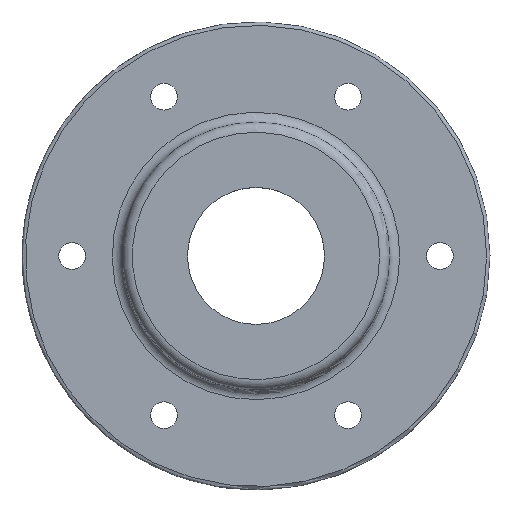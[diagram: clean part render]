
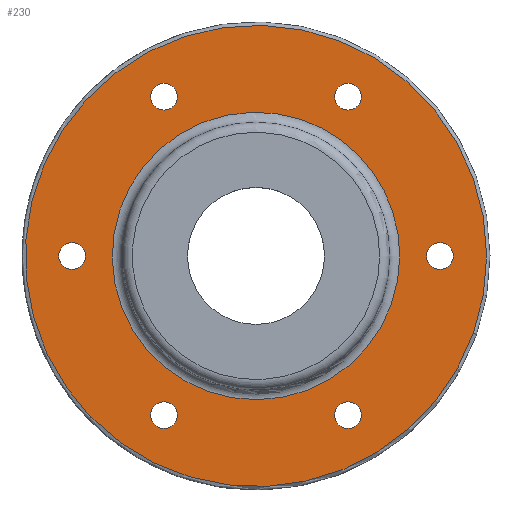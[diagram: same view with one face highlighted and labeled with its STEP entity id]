
A CAD part, top view. The second image highlights one B-rep face of the part: STEP entity #230.
In plain terms, the highlighted planar face has unit normal (0, 0, 1).
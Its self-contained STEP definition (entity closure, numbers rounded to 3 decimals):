
#45=CARTESIAN_POINT('',(13.288,40.895,8.));
#46=VERTEX_POINT('',#45);
#54=CARTESIAN_POINT('',(43.,0.,8.));
#55=VERTEX_POINT('',#54);
#56=CARTESIAN_POINT('',(0.,0.,8.));
#57=DIRECTION('',(1.,0.,0.));
#58=DIRECTION('',(0.,0.,1.));
#59=AXIS2_PLACEMENT_3D('',#56,#58,#57);
#60=CIRCLE('',#59,43.);
#61=EDGE_CURVE('',#55,#46,#60,.T.);
#63=CARTESIAN_POINT('',(0.,0.,8.));
#64=DIRECTION('',(0.309,0.951,0.));
#65=DIRECTION('',(0.,-0.,1.));
#66=AXIS2_PLACEMENT_3D('',#63,#65,#64);
#67=CIRCLE('',#66,43.);
#68=EDGE_CURVE('',#46,#55,#67,.T.);
#81=CARTESIAN_POINT('',(0.,0.,8.));
#82=DIRECTION('',(1.,0.,0.));
#83=DIRECTION('',(0.,0.,1.));
#84=AXIS2_PLACEMENT_3D('',#81,#83,#82);
#85=PLANE('',#84);
#86=CARTESIAN_POINT('',(69.,0.,8.));
#87=VERTEX_POINT('',#86);
#88=CARTESIAN_POINT('',(-21.322,65.623,8.));
#89=VERTEX_POINT('',#88);
#90=CARTESIAN_POINT('',(0.,0.,8.));
#91=DIRECTION('',(1.,0.,0.));
#92=DIRECTION('',(0.,0.,1.));
#93=AXIS2_PLACEMENT_3D('',#90,#92,#91);
#94=CIRCLE('',#93,69.);
#95=EDGE_CURVE('',#87,#89,#94,.T.);
#96=ORIENTED_EDGE('E19',*,*,#95,.T.);
#97=CARTESIAN_POINT('',(0.,0.,8.));
#98=DIRECTION('',(-0.309,0.951,0.));
#99=DIRECTION('',(0.,0.,1.));
#100=AXIS2_PLACEMENT_3D('',#97,#99,#98);
#101=CIRCLE('',#100,69.);
#102=EDGE_CURVE('',#89,#87,#101,.T.);
#103=ORIENTED_EDGE('E20',*,*,#102,.T.);
#104=EDGE_LOOP('',(#96,#103));
#105=FACE_OUTER_BOUND('',#104,.T.);
#106=ORIENTED_EDGE('',*,*,#68,.F.);
#107=ORIENTED_EDGE('',*,*,#61,.F.);
#108=EDGE_LOOP('',(#106,#107));
#109=FACE_BOUND('',#108,.T.);
#110=CARTESIAN_POINT('',(-25.5,44.167,8.));
#111=VERTEX_POINT('',#110);
#112=CARTESIAN_POINT('',(-29.5,51.095,8.));
#113=VERTEX_POINT('',#112);
#114=CARTESIAN_POINT('',(-27.5,47.631,8.));
#115=DIRECTION('',(0.5,-0.866,0.));
#116=DIRECTION('',(0.,0.,-1.));
#117=AXIS2_PLACEMENT_3D('',#114,#116,#115);
#118=CIRCLE('',#117,4.);
#119=EDGE_CURVE('',#111,#113,#118,.T.);
#120=ORIENTED_EDGE('E17',*,*,#119,.T.);
#121=CARTESIAN_POINT('',(-27.5,47.631,8.));
#122=DIRECTION('',(-0.5,0.866,0.));
#123=DIRECTION('',(0.,0.,-1.));
#124=AXIS2_PLACEMENT_3D('',#121,#123,#122);
#125=CIRCLE('',#124,4.);
#126=EDGE_CURVE('',#113,#111,#125,.T.);
#127=ORIENTED_EDGE('E18',*,*,#126,.T.);
#128=EDGE_LOOP('',(#120,#127));
#129=FACE_BOUND('',#128,.T.);
#130=CARTESIAN_POINT('',(25.5,44.167,8.));
#131=VERTEX_POINT('',#130);
#132=CARTESIAN_POINT('',(29.5,51.095,8.));
#133=VERTEX_POINT('',#132);
#134=CARTESIAN_POINT('',(27.5,47.631,8.));
#135=DIRECTION('',(-0.5,-0.866,0.));
#136=DIRECTION('',(0.,0.,-1.));
#137=AXIS2_PLACEMENT_3D('',#134,#136,#135);
#138=CIRCLE('',#137,4.);
#139=EDGE_CURVE('',#131,#133,#138,.T.);
#140=ORIENTED_EDGE('E15',*,*,#139,.T.);
#141=CARTESIAN_POINT('',(27.5,47.631,8.));
#142=DIRECTION('',(0.5,0.866,0.));
#143=DIRECTION('',(0.,0.,-1.));
#144=AXIS2_PLACEMENT_3D('',#141,#143,#142);
#145=CIRCLE('',#144,4.);
#146=EDGE_CURVE('',#133,#131,#145,.T.);
#147=ORIENTED_EDGE('E16',*,*,#146,.T.);
#148=EDGE_LOOP('',(#140,#147));
#149=FACE_BOUND('',#148,.T.);
#150=CARTESIAN_POINT('',(51.,0.,8.));
#151=VERTEX_POINT('',#150);
#152=CARTESIAN_POINT('',(59.,0.,8.));
#153=VERTEX_POINT('',#152);
#154=CARTESIAN_POINT('',(55.,0.,8.));
#155=DIRECTION('',(-1.,0.,0.));
#156=DIRECTION('',(0.,0.,-1.));
#157=AXIS2_PLACEMENT_3D('',#154,#156,#155);
#158=CIRCLE('',#157,4.);
#159=EDGE_CURVE('',#151,#153,#158,.T.);
#160=ORIENTED_EDGE('E13',*,*,#159,.T.);
#161=CARTESIAN_POINT('',(55.,0.,8.));
#162=DIRECTION('',(1.,0.,0.));
#163=DIRECTION('',(-0.,0.,-1.));
#164=AXIS2_PLACEMENT_3D('',#161,#163,#162);
#165=CIRCLE('',#164,4.);
#166=EDGE_CURVE('',#153,#151,#165,.T.);
#167=ORIENTED_EDGE('E14',*,*,#166,.T.);
#168=EDGE_LOOP('',(#160,#167));
#169=FACE_BOUND('',#168,.T.);
#170=CARTESIAN_POINT('',(25.5,-44.167,8.));
#171=VERTEX_POINT('',#170);
#172=CARTESIAN_POINT('',(29.5,-51.095,8.));
#173=VERTEX_POINT('',#172);
#174=CARTESIAN_POINT('',(27.5,-47.631,8.));
#175=DIRECTION('',(-0.5,0.866,0.));
#176=DIRECTION('',(0.,0.,-1.));
#177=AXIS2_PLACEMENT_3D('',#174,#176,#175);
#178=CIRCLE('',#177,4.);
#179=EDGE_CURVE('',#171,#173,#178,.T.);
#180=ORIENTED_EDGE('E11',*,*,#179,.T.);
#181=CARTESIAN_POINT('',(27.5,-47.631,8.));
#182=DIRECTION('',(0.5,-0.866,0.));
#183=DIRECTION('',(0.,0.,-1.));
#184=AXIS2_PLACEMENT_3D('',#181,#183,#182);
#185=CIRCLE('',#184,4.);
#186=EDGE_CURVE('',#173,#171,#185,.T.);
#187=ORIENTED_EDGE('E12',*,*,#186,.T.);
#188=EDGE_LOOP('',(#180,#187));
#189=FACE_BOUND('',#188,.T.);
#190=CARTESIAN_POINT('',(-25.5,-44.167,8.));
#191=VERTEX_POINT('',#190);
#192=CARTESIAN_POINT('',(-29.5,-51.095,8.));
#193=VERTEX_POINT('',#192);
#194=CARTESIAN_POINT('',(-27.5,-47.631,8.));
#195=DIRECTION('',(0.5,0.866,0.));
#196=DIRECTION('',(0.,-0.,-1.));
#197=AXIS2_PLACEMENT_3D('',#194,#196,#195);
#198=CIRCLE('',#197,4.);
#199=EDGE_CURVE('',#191,#193,#198,.T.);
#200=ORIENTED_EDGE('E9',*,*,#199,.T.);
#201=CARTESIAN_POINT('',(-27.5,-47.631,8.));
#202=DIRECTION('',(-0.5,-0.866,0.));
#203=DIRECTION('',(0.,0.,-1.));
#204=AXIS2_PLACEMENT_3D('',#201,#203,#202);
#205=CIRCLE('',#204,4.);
#206=EDGE_CURVE('',#193,#191,#205,.T.);
#207=ORIENTED_EDGE('E10',*,*,#206,.T.);
#208=EDGE_LOOP('',(#200,#207));
#209=FACE_BOUND('',#208,.T.);
#210=CARTESIAN_POINT('',(-51.,0.,8.));
#211=VERTEX_POINT('',#210);
#212=CARTESIAN_POINT('',(-59.,0.,8.));
#213=VERTEX_POINT('',#212);
#214=CARTESIAN_POINT('',(-55.,0.,8.));
#215=DIRECTION('',(1.,0.,0.));
#216=DIRECTION('',(-0.,0.,-1.));
#217=AXIS2_PLACEMENT_3D('',#214,#216,#215);
#218=CIRCLE('',#217,4.);
#219=EDGE_CURVE('',#211,#213,#218,.T.);
#220=ORIENTED_EDGE('E7',*,*,#219,.T.);
#221=CARTESIAN_POINT('',(-55.,0.,8.));
#222=DIRECTION('',(-1.,0.,0.));
#223=DIRECTION('',(0.,0.,-1.));
#224=AXIS2_PLACEMENT_3D('',#221,#223,#222);
#225=CIRCLE('',#224,4.);
#226=EDGE_CURVE('',#213,#211,#225,.T.);
#227=ORIENTED_EDGE('E8',*,*,#226,.T.);
#228=EDGE_LOOP('',(#220,#227));
#229=FACE_BOUND('',#228,.T.);
#230=ADVANCED_FACE('F2',(#105,#109,#129,#149,#169,#189,#209,#229),#85,.T.);
